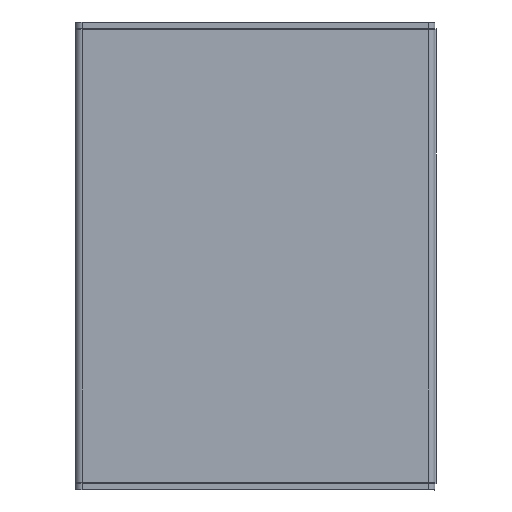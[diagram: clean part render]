
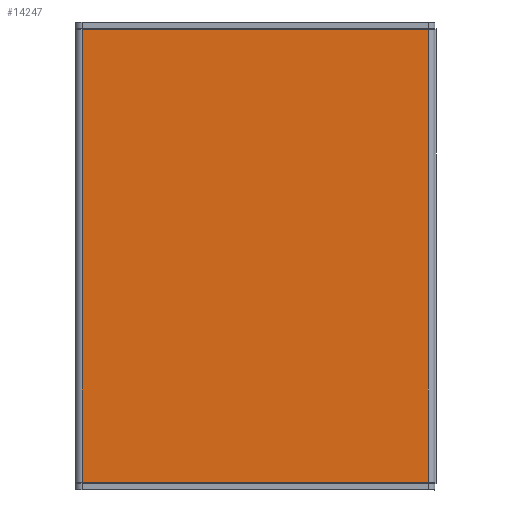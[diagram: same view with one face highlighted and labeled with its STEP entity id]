
A CAD part, top view. The second image highlights one B-rep face of the part: STEP entity #14247.
In plain terms, the highlighted planar face has unit normal (0, 0, 1).
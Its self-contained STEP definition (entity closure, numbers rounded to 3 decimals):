
#184 = DIRECTION ( 'NONE',  ( 0., 0., -1. ) ) ;
#322 = EDGE_LOOP ( 'NONE', ( #11742, #12599, #12128, #12721 ) ) ;
#614 = VECTOR ( 'NONE', #9225, 1000. ) ;
#652 = VECTOR ( 'NONE', #6694, 1000. ) ;
#1100 = CARTESIAN_POINT ( 'NONE',  ( 0., 0.5, 3. ) ) ;
#1322 = CARTESIAN_POINT ( 'NONE',  ( 160., 210., 3. ) ) ;
#1857 = VECTOR ( 'NONE', #4553, 1000. ) ;
#2219 = LINE ( 'NONE', #9047, #1857 ) ;
#2928 = LINE ( 'NONE', #11212, #5576 ) ;
#2951 = EDGE_CURVE ( 'NONE', #9542, #10781, #12663, .T. ) ;
#2963 = FACE_OUTER_BOUND ( 'NONE', #322, .T. ) ;
#4056 = CARTESIAN_POINT ( 'NONE',  ( 0., 209.5, 3. ) ) ;
#4190 = VERTEX_POINT ( 'NONE', #4056 ) ;
#4553 = DIRECTION ( 'NONE',  ( 0., -1., 0. ) ) ;
#5006 = EDGE_CURVE ( 'NONE', #10781, #13175, #12632, .T. ) ;
#5089 = EDGE_CURVE ( 'NONE', #13175, #4190, #2928, .T. ) ;
#5138 = EDGE_CURVE ( 'NONE', #4190, #9542, #2219, .T. ) ;
#5291 = CARTESIAN_POINT ( 'NONE',  ( 160., 209.5, 3. ) ) ;
#5576 = VECTOR ( 'NONE', #13479, 1000. ) ;
#5828 = CARTESIAN_POINT ( 'NONE',  ( 0., 210., 3. ) ) ;
#6544 = AXIS2_PLACEMENT_3D ( 'NONE', #5828, #184, #8090 ) ;
#6694 = DIRECTION ( 'NONE',  ( 1., 0., 0. ) ) ;
#6964 = PLANE ( 'NONE',  #6544 ) ;
#8090 = DIRECTION ( 'NONE',  ( -1., 0., 0. ) ) ;
#9047 = CARTESIAN_POINT ( 'NONE',  ( 0., 210., 3. ) ) ;
#9225 = DIRECTION ( 'NONE',  ( 0., 1., 0. ) ) ;
#9542 = VERTEX_POINT ( 'NONE', #1100 ) ;
#10781 = VERTEX_POINT ( 'NONE', #12581 ) ;
#11212 = CARTESIAN_POINT ( 'NONE',  ( 0., 209.5, 3. ) ) ;
#11742 = ORIENTED_EDGE ( 'NONE', *, *, #5138, .T. ) ;
#12128 = ORIENTED_EDGE ( 'NONE', *, *, #5006, .T. ) ;
#12581 = CARTESIAN_POINT ( 'NONE',  ( 160., 0.5, 3. ) ) ;
#12599 = ORIENTED_EDGE ( 'NONE', *, *, #2951, .T. ) ;
#12632 = LINE ( 'NONE', #1322, #614 ) ;
#12663 = LINE ( 'NONE', #14620, #652 ) ;
#12721 = ORIENTED_EDGE ( 'NONE', *, *, #5089, .T. ) ;
#13175 = VERTEX_POINT ( 'NONE', #5291 ) ;
#13479 = DIRECTION ( 'NONE',  ( -1., 0., 0. ) ) ;
#14247 = ADVANCED_FACE ( 'NONE', ( #2963 ), #6964, .F. ) ;
#14620 = CARTESIAN_POINT ( 'NONE',  ( 160., 0.5, 3. ) ) ;
